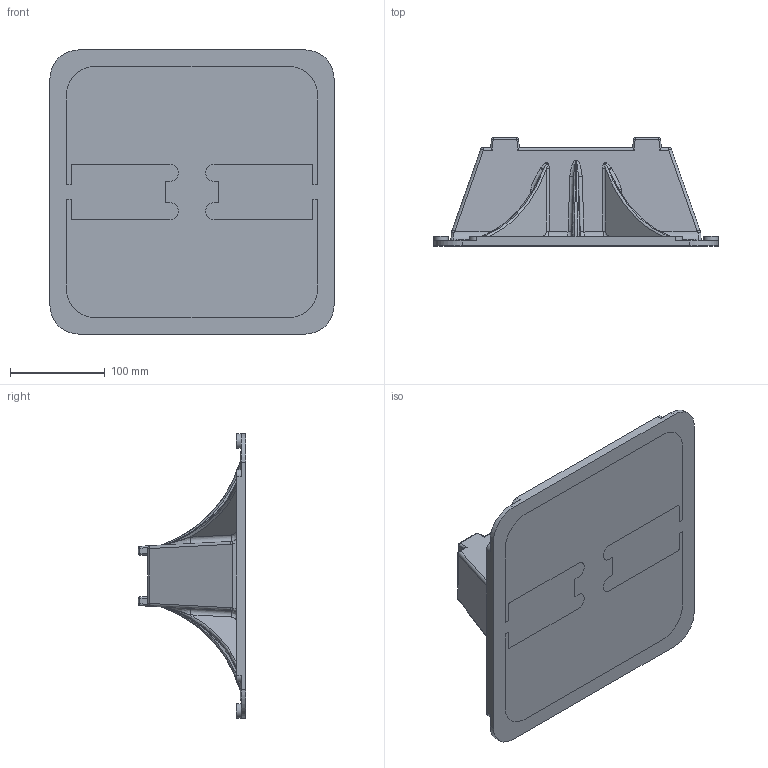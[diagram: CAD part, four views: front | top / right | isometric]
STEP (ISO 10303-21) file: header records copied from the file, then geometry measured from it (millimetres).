
FILE_DESCRIPTION(/* description */ (''),/* implementation_level */ '2;1');
FILE_NAME(/* name */ 'LIGHTFOOT.stp',/* time_stamp */ '2025-02-19T09:57:19+03:00',/* author */ ('Man85'),/* organization */ (''),/* preprocessor_version */ 'ST-DEVELOPER v19.2',/* originating_system */ 'Autodesk Inventor 2023',/* authorisation */ '');
FILE_SCHEMA (('AUTOMOTIVE_DESIGN { 1 0 10303 214 3 1 1 }'));
Length unit declared in the file: millimetre
Products named in the file (1): Opora krovelnaia c logo
Bounding box: 300 x 114 x 300 mm (x, y, z)
Volume: 1601175.6 mm3; surface area: 480611.5 mm2
Topology: 2 solids, 2 shells, 598 faces, 1530 edges, 933 vertices
Faces by surface type: cylinder 238, plane 201, bspline 111, sphere 28, cone 16, torus 4
Entity records: 29411 total; most frequent: CARTESIAN_POINT 14363, ORIENTED_EDGE 3056, DIRECTION 3026, EDGE_CURVE 1528, AXIS2_PLACEMENT_3D 1104, VERTEX_POINT 933, LINE 818, VECTOR 818
